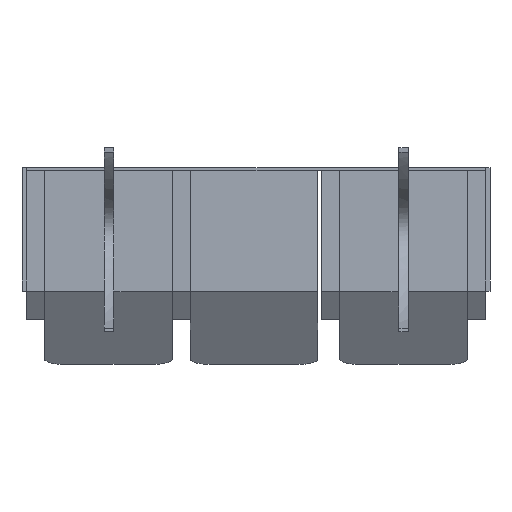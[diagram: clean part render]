
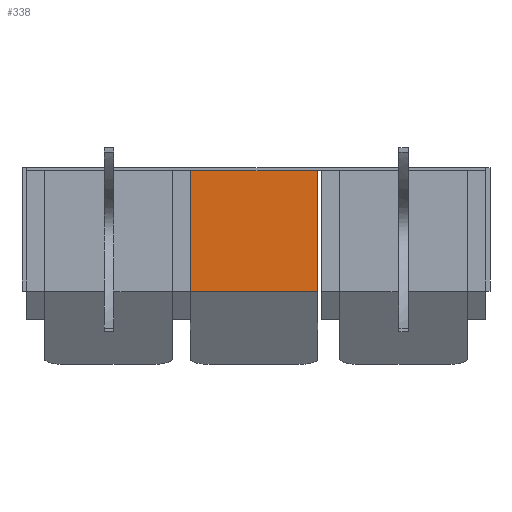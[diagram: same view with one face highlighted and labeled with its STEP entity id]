
A CAD part, front view. The second image highlights one B-rep face of the part: STEP entity #338.
In plain terms, the highlighted free-form (B-spline) face has degree [1, 1] with [2, 2] control points.
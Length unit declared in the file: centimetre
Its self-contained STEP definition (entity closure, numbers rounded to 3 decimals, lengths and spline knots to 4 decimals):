
#338=ADVANCED_FACE('',(#505),#5517,.T.);
#505=FACE_OUTER_BOUND('',#672,.T.);
#672=EDGE_LOOP('',(#969,#970,#971,#972));
#969=ORIENTED_EDGE('',*,*,#3806,.F.);
#970=ORIENTED_EDGE('',*,*,#3810,.T.);
#971=ORIENTED_EDGE('',*,*,#3811,.T.);
#972=ORIENTED_EDGE('',*,*,#3812,.T.);
#1795=PCURVE('',#5516,#2625);
#1799=PCURVE('',#5517,#2629);
#1800=PCURVE('',#5517,#2630);
#1801=PCURVE('',#5517,#2631);
#1802=PCURVE('',#5517,#2632);
#1805=PCURVE('',#5518,#2635);
#1814=PCURVE('',#5519,#2644);
#1819=PCURVE('',#5520,#2649);
#2625=DEFINITIONAL_REPRESENTATION('',(#4358),#13545);
#2629=DEFINITIONAL_REPRESENTATION('',(#4365),#13545);
#2630=DEFINITIONAL_REPRESENTATION('',(#4367),#13545);
#2631=DEFINITIONAL_REPRESENTATION('',(#4369),#13545);
#2632=DEFINITIONAL_REPRESENTATION('',(#4371),#13545);
#2635=DEFINITIONAL_REPRESENTATION('',(#4375),#13545);
#2644=DEFINITIONAL_REPRESENTATION('',(#4386),#13545);
#2649=DEFINITIONAL_REPRESENTATION('',(#4393),#13545);
#3391=SURFACE_CURVE('',#4357,(#1795,#1799),.PCURVE_S1.);
#3395=SURFACE_CURVE('',#4366,(#1800,#1814),.PCURVE_S1.);
#3396=SURFACE_CURVE('',#4368,(#1801,#1819),.PCURVE_S1.);
#3397=SURFACE_CURVE('',#4370,(#1802,#1805),.PCURVE_S1.);
#3806=EDGE_CURVE('',#5261,#5260,#3391,.T.);
#3810=EDGE_CURVE('',#5261,#5257,#3395,.T.);
#3811=EDGE_CURVE('',#5257,#5256,#3396,.T.);
#3812=EDGE_CURVE('',#5256,#5260,#3397,.T.);
#4357=B_SPLINE_CURVE_WITH_KNOTS('',1,(#7084,#7085),.UNSPECIFIED.,.F.,.F.,
(2,2),(-1.3543,0.),.UNSPECIFIED.);
#4358=B_SPLINE_CURVE_WITH_KNOTS('',1,(#7086,#7087),.UNSPECIFIED.,.F.,.F.,
(2,2),(-1.3543,0.),.UNSPECIFIED.);
#4365=B_SPLINE_CURVE_WITH_KNOTS('',1,(#7168,#7169),.UNSPECIFIED.,.F.,.F.,
(2,2),(-1.3543,0.),.UNSPECIFIED.);
#4366=B_SPLINE_CURVE_WITH_KNOTS('',1,(#7170,#7171),.UNSPECIFIED.,.F.,.F.,
(2,2),(-1.355,0.),.UNSPECIFIED.);
#4367=B_SPLINE_CURVE_WITH_KNOTS('',1,(#7172,#7173),.UNSPECIFIED.,.F.,.F.,
(2,2),(-1.355,0.),.UNSPECIFIED.);
#4368=B_SPLINE_CURVE_WITH_KNOTS('',1,(#7174,#7175),.UNSPECIFIED.,.F.,.F.,
(2,2),(-1.3543,0.),.UNSPECIFIED.);
#4369=B_SPLINE_CURVE_WITH_KNOTS('',1,(#7176,#7177),.UNSPECIFIED.,.F.,.F.,
(2,2),(-1.3543,0.),.UNSPECIFIED.);
#4370=B_SPLINE_CURVE_WITH_KNOTS('',1,(#7178,#7179),.UNSPECIFIED.,.F.,.F.,
(2,2),(0.,1.355),.UNSPECIFIED.);
#4371=B_SPLINE_CURVE_WITH_KNOTS('',1,(#7180,#7181),.UNSPECIFIED.,.F.,.F.,
(2,2),(0.,1.355),.UNSPECIFIED.);
#4375=B_SPLINE_CURVE_WITH_KNOTS('',1,(#7193,#7194),.UNSPECIFIED.,.F.,.F.,
(2,2),(0.,1.355),.UNSPECIFIED.);
#4386=B_SPLINE_CURVE_WITH_KNOTS('',1,(#7321,#7322),.UNSPECIFIED.,.F.,.F.,
(2,2),(-1.355,0.),.UNSPECIFIED.);
#4393=B_SPLINE_CURVE_WITH_KNOTS('',1,(#7342,#7343),.UNSPECIFIED.,.F.,.F.,
(2,2),(-1.3543,0.),.UNSPECIFIED.);
#5256=VERTEX_POINT('',#6814);
#5257=VERTEX_POINT('',#6815);
#5260=VERTEX_POINT('',#6818);
#5261=VERTEX_POINT('',#6819);
#5516=B_SPLINE_SURFACE_WITH_KNOTS('',1,1,((#6772,#6773),(#6774,#6775)),
 .UNSPECIFIED.,.F.,.F.,.F.,(2,2),(2,2),(0.,1.3543),(-4.2902,
-1.355),.UNSPECIFIED.);
#5517=B_SPLINE_SURFACE_WITH_KNOTS('',1,1,((#6776,#6777),(#6778,#6779)),
 .UNSPECIFIED.,.F.,.F.,.F.,(2,2),(2,2),(0.,1.3543),(-1.355,
0.),.UNSPECIFIED.);
#5518=B_SPLINE_SURFACE_WITH_KNOTS('',1,1,((#6780,#6781),(#6782,#6783)),
 .UNSPECIFIED.,.F.,.F.,.F.,(2,2),(2,2),(-2.4201,0.2689),
(-0.3531,3.1783),.UNSPECIFIED.);
#5519=B_SPLINE_SURFACE_WITH_KNOTS('',1,1,((#6784,#6785),(#6786,#6787)),
 .UNSPECIFIED.,.F.,.F.,.F.,(2,2),(2,2),(-0.3531,3.1783),
(-2.4201,0.2689),.UNSPECIFIED.);
#5520=B_SPLINE_SURFACE_WITH_KNOTS('',1,1,((#6788,#6789),(#6790,#6791)),
 .UNSPECIFIED.,.F.,.F.,.F.,(2,2),(2,2),(0.,1.3543),(-8.6491,
-8.2253),.UNSPECIFIED.);
#6772=CARTESIAN_POINT('',(474.6484,71.1778,1063.7131));
#6773=CARTESIAN_POINT('',(474.6484,17.9843,1078.1645));
#6774=CARTESIAN_POINT('',(499.996,71.1778,1063.7131));
#6775=CARTESIAN_POINT('',(499.996,17.9843,1078.1645));
#6776=CARTESIAN_POINT('',(474.6484,17.9843,1078.1645));
#6777=CARTESIAN_POINT('',(474.6484,17.9843,1102.7588));
#6778=CARTESIAN_POINT('',(499.996,17.9843,1078.1645));
#6779=CARTESIAN_POINT('',(499.996,17.9843,1102.7588));
#6780=CARTESIAN_POINT('',(474.6484,11.3351,1058.8324));
#6781=CARTESIAN_POINT('',(474.6484,77.827,1058.8324));
#6782=CARTESIAN_POINT('',(474.6484,11.3351,1107.6395));
#6783=CARTESIAN_POINT('',(474.6484,77.827,1107.6395));
#6784=CARTESIAN_POINT('',(499.996,11.3351,1058.8324));
#6785=CARTESIAN_POINT('',(499.996,11.3351,1107.6395));
#6786=CARTESIAN_POINT('',(499.996,77.827,1058.8324));
#6787=CARTESIAN_POINT('',(499.996,77.827,1107.6395));
#6788=CARTESIAN_POINT('',(474.6484,17.9843,1102.7588));
#6789=CARTESIAN_POINT('',(474.6484,25.9527,1102.3808));
#6790=CARTESIAN_POINT('',(499.996,17.9843,1102.7588));
#6791=CARTESIAN_POINT('',(499.996,25.9527,1102.3808));
#6814=CARTESIAN_POINT('',(474.6484,17.9843,1102.7588));
#6815=CARTESIAN_POINT('',(499.996,17.9843,1102.7588));
#6818=CARTESIAN_POINT('',(474.6484,17.9843,1078.1645));
#6819=CARTESIAN_POINT('',(499.996,17.9843,1078.1645));
#7084=CARTESIAN_POINT('',(499.996,17.9843,1078.1645));
#7085=CARTESIAN_POINT('',(474.6484,17.9843,1078.1645));
#7086=CARTESIAN_POINT('',(1.354,-1.355));
#7087=CARTESIAN_POINT('',(0.,-1.355));
#7168=CARTESIAN_POINT('',(1.354,-1.355));
#7169=CARTESIAN_POINT('',(0.,-1.355));
#7170=CARTESIAN_POINT('',(499.996,17.9843,1078.1645));
#7171=CARTESIAN_POINT('',(499.996,17.9843,1102.7588));
#7172=CARTESIAN_POINT('',(1.354,-1.355));
#7173=CARTESIAN_POINT('',(1.354,0.));
#7174=CARTESIAN_POINT('',(499.996,17.9843,1102.7588));
#7175=CARTESIAN_POINT('',(474.6484,17.9843,1102.7588));
#7176=CARTESIAN_POINT('',(1.354,0.));
#7177=CARTESIAN_POINT('',(0.,0.));
#7178=CARTESIAN_POINT('',(474.6484,17.9843,1102.7588));
#7179=CARTESIAN_POINT('',(474.6484,17.9843,1078.1645));
#7180=CARTESIAN_POINT('',(0.,0.));
#7181=CARTESIAN_POINT('',(0.,-1.355));
#7193=CARTESIAN_POINT('',(0.,0.));
#7194=CARTESIAN_POINT('',(-1.355,0.));
#7321=CARTESIAN_POINT('',(0.,-1.355));
#7322=CARTESIAN_POINT('',(0.,0.));
#7342=CARTESIAN_POINT('',(1.354,-8.649));
#7343=CARTESIAN_POINT('',(0.,-8.649));
#13545=(
GEOMETRIC_REPRESENTATION_CONTEXT(2)
PARAMETRIC_REPRESENTATION_CONTEXT()
REPRESENTATION_CONTEXT('pspace','')
);
